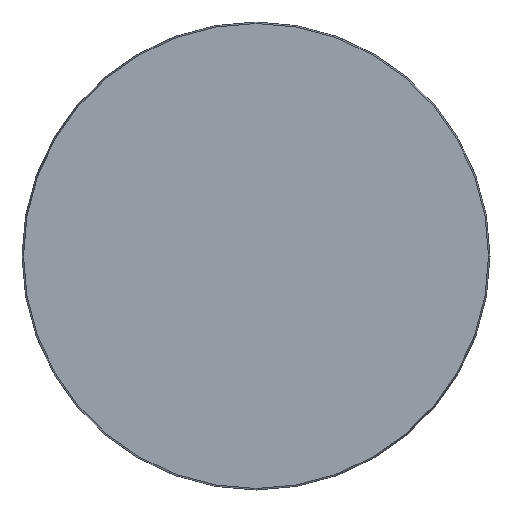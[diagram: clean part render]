
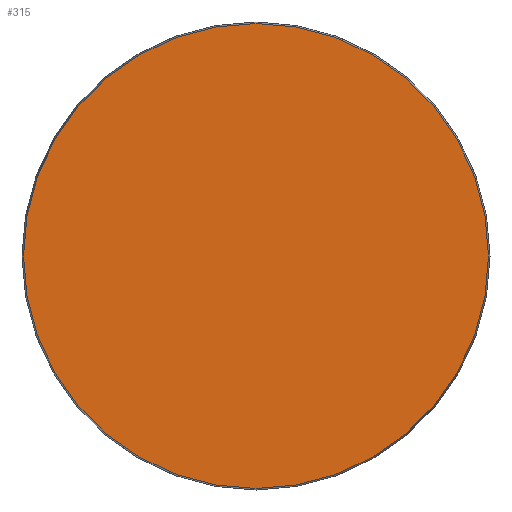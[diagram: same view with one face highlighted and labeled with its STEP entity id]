
A CAD part, front view. The second image highlights one B-rep face of the part: STEP entity #315.
In plain terms, the highlighted planar face has unit normal (0, -1, 0).
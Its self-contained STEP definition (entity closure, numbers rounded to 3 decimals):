
#22 = DIRECTION ( 'NONE',  ( 0., 0., -1. ) ) ;
#82 = CARTESIAN_POINT ( 'NONE',  ( 0., 0., 0. ) ) ;
#156 = EDGE_LOOP ( 'NONE', ( #615 ) ) ;
#208 = CARTESIAN_POINT ( 'NONE',  ( 0., 0., -88.425 ) ) ;
#258 = EDGE_CURVE ( 'NONE', #663, #663, #725, .T. ) ;
#282 = AXIS2_PLACEMENT_3D ( 'NONE', #554, #607, #611 ) ;
#315 = ADVANCED_FACE ( 'NONE', ( #373 ), #429, .F. ) ;
#373 = FACE_OUTER_BOUND ( 'NONE', #156, .T. ) ;
#429 = PLANE ( 'NONE',  #282 ) ;
#522 = AXIS2_PLACEMENT_3D ( 'NONE', #82, #543, #22 ) ;
#543 = DIRECTION ( 'NONE',  ( 0., -1., 0. ) ) ;
#554 = CARTESIAN_POINT ( 'NONE',  ( -88.425, 0., 0. ) ) ;
#607 = DIRECTION ( 'NONE',  ( 0., 1., 0. ) ) ;
#611 = DIRECTION ( 'NONE',  ( 0., 0., 1. ) ) ;
#615 = ORIENTED_EDGE ( 'NONE', *, *, #258, .T. ) ;
#663 = VERTEX_POINT ( 'NONE', #208 ) ;
#725 = CIRCLE ( 'NONE', #522, 88.425 ) ;
